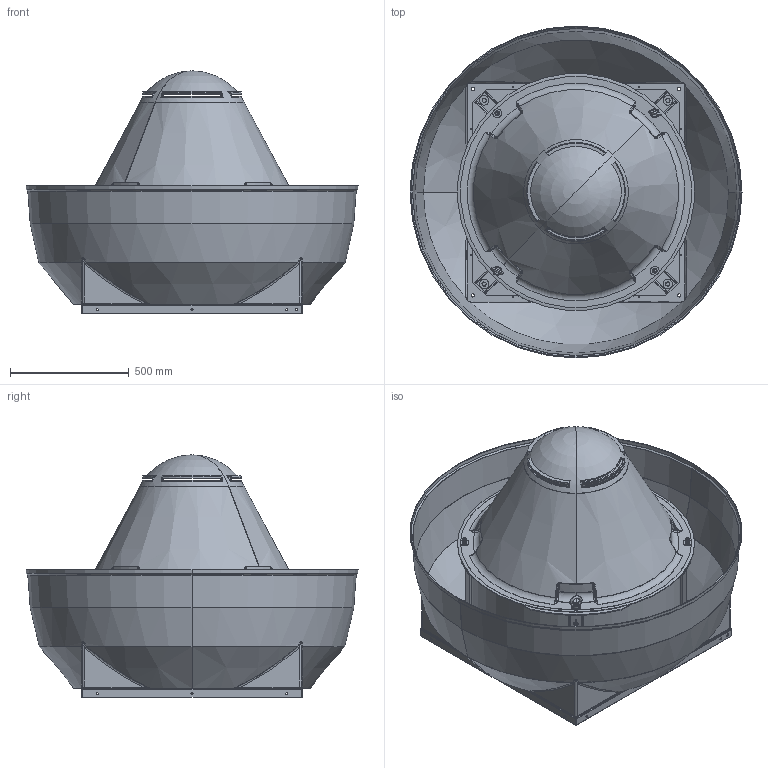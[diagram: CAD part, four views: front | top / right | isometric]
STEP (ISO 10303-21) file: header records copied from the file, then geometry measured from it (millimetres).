
FILE_DESCRIPTION (( 'STEP AP203' ), '1' );
FILE_NAME ('FCP-V 634.STEP', '2022-03-09T16:08:44', ( '' ), ( '' ), 'SwSTEP 2.0', 'SolidWorks 2018', '' );
FILE_SCHEMA (( 'CONFIG_CONTROL_DESIGN' ));
Length unit declared in the file: millimetre
Products named in the file (30): ISO 4017 TE M6x20 8.8 Z_5VT5112.STEP; ISO 7093 M6x24 Z_5RO3005.STEP; FCP-V 634.STEP; C134A-5CO1316-CONV-FCV63-75.STEP; ISO 7093 M10x30 Z_5RO3016.STEP; ISO 7093 M6x18 Z_5RO3004.STEP; ISO 4017 TE M12x45 8.8 Z_5VT5043.STEP; F718A-5BA6006-Base FC 63P.STEP; I612B-8ST1346-Staffa-FC63P_Default_A macchina_.STEP; ISO 7093 M12x36 Z_5RO3019.STEP; FCP-V 634; K747-5PM2114-Portam-63-75P-Gr132.STEP; ISO 4017 TE M10x30 8.8 Z_5VT5124.STEP; G730-5CO1343-CAPPELLO-FCV80.STEP; DIN6798A M12 Z-Dent_5RO1992.STEP; ISO 4017 TE M8x20 8.8 Z_5VT5121.STEP; 5RI1059-RIVETTO-4,8x17,6-ACC-AVIBULB.STEP; R743_5RO1008_25x9.STEP; RETI FC-P_63.STEP; ISO 7093 M10x40 Z_5RO3006.STEP; K748-5PM2115-Rinf-Port-63-75P-Gr132.STEP; ISO 4032 M12 8 Z_5DA2008.STEP; ISO 7089 M12x24 Z_5RO3014.STEP; ISO 7093 M8x32 Z_5RO3010.STEP; ISO 4161 M6 8 Z FL_5DA2004.STEP; ISO 4032 M10 8 Z_5DA2003.STEP; 5RI1058-Inserto-H-Esag-T-Rid-M8-CHIUSO.STEP; DADO CIECO M12 Z_5DA3007.STEP; DIN6798A M10 Z-Dent_5RO1990.STEP; DIN 582 - M12 Z_5GA1000.STEP
Assembly tree (157 placements, depth 3):
  FCP-V 634
    FCP-V 634.STEP
      F718A-5BA6006-Base FC 63P.STEP
      RETI FC-P_63.STEP
      I612B-8ST1346-Staffa-FC63P_Default_A macchina_.STEP  x4
      K747-5PM2114-Portam-63-75P-Gr132.STEP
      K748-5PM2115-Rinf-Port-63-75P-Gr132.STEP
      5RI1058-Inserto-H-Esag-T-Rid-M8-CHIUSO.STEP  x6
      ISO 4017 TE M8x20 8.8 Z_5VT5121.STEP  x6
      ISO 7093 M8x32 Z_5RO3010.STEP  x6
      ISO 4017 TE M10x30 8.8 Z_5VT5124.STEP  x8
      ISO 4032 M10 8 Z_5DA2003.STEP  x8
      DIN6798A M10 Z-Dent_5RO1990.STEP  x8
      ISO 7093 M10x30 Z_5RO3016.STEP  x8
      ISO 7093 M10x40 Z_5RO3006.STEP  x8
      R743_5RO1008_25x9.STEP  x8
      ISO 4017 TE M6x20 8.8 Z_5VT5112.STEP  x8
      ISO 7093 M6x24 Z_5RO3005.STEP  x8
      ISO 7093 M6x18 Z_5RO3004.STEP  x8
      ISO 4161 M6 8 Z FL_5DA2004.STEP  x8
      5RI1059-RIVETTO-4,8x17,6-ACC-AVIBULB.STEP  x16
      ISO 4017 TE M12x45 8.8 Z_5VT5043.STEP  x4
      ISO 7093 M12x36 Z_5RO3019.STEP  x12
      ISO 7089 M12x24 Z_5RO3014.STEP  x4
      DIN6798A M12 Z-Dent_5RO1992.STEP  x4
      ISO 4032 M12 8 Z_5DA2008.STEP  x4
      DIN 582 - M12 Z_5GA1000.STEP  x2
      DADO CIECO M12 Z_5DA3007.STEP  x2
      G730-5CO1343-CAPPELLO-FCV80.STEP
      C134A-5CO1316-CONV-FCV63-75.STEP
Bounding box: 1400 x 1400 x 1022 mm (x, y, z)
Volume: 20037661.3 mm3; surface area: 13817544.8 mm2
Topology: 160 solids, 160 shells, 4330 faces, 10984 edges, 7050 vertices
Faces by surface type: plane 2098, cylinder 1216, cone 638, bspline 216, torus 154, sphere 8
Entity records: 67929 total; most frequent: CARTESIAN_POINT 28778, ORIENTED_EDGE 6890, DIRECTION 6594, EDGE_CURVE 3445, AXIS2_PLACEMENT_3D 2506, VERTEX_POINT 2187, EDGE_LOOP 1604, LINE 1582
